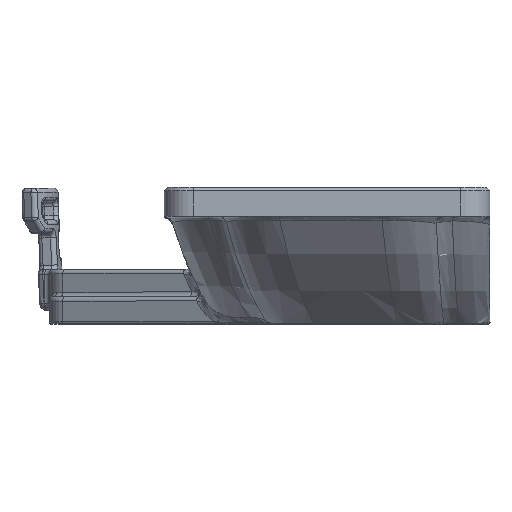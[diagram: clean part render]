
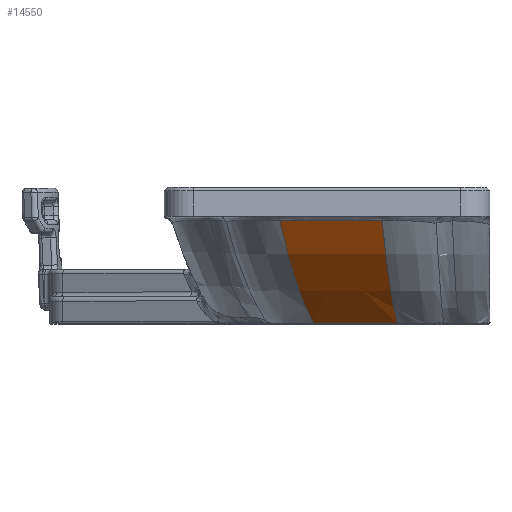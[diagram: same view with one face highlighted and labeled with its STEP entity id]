
A CAD part, top view. The second image highlights one B-rep face of the part: STEP entity #14550.
In plain terms, the highlighted free-form (B-spline) face has degree [3, 3] with [4, 4] control points.
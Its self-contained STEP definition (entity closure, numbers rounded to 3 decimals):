
#578=B_SPLINE_CURVE_WITH_KNOTS('',3,(#21596,#21597,#21598,#21599),
 .UNSPECIFIED.,.F.,.F.,(4,4),(0.,1.131),.UNSPECIFIED.);
#669=B_SPLINE_CURVE_WITH_KNOTS('',3,(#23559,#23560,#23561,#23562),
 .UNSPECIFIED.,.F.,.F.,(4,4),(0.,0.923),.UNSPECIFIED.);
#1386=B_SPLINE_CURVE_WITH_KNOTS('',3,(#40444,#40445,#40446,#40447),
 .UNSPECIFIED.,.F.,.F.,(4,4),(0.369,0.999),
 .UNSPECIFIED.);
#1392=B_SPLINE_CURVE_WITH_KNOTS('',3,(#40585,#40586,#40587,#40588),
 .UNSPECIFIED.,.F.,.F.,(4,4),(0.369,0.999),
 .UNSPECIFIED.);
#2127=B_SPLINE_SURFACE_WITH_KNOTS('',3,3,((#40589,#40590,#40591,#40592),
(#40593,#40594,#40595,#40596),(#40597,#40598,#40599,#40600),(#40601,#40602,
#40603,#40604)),.UNSPECIFIED.,.F.,.F.,.F.,(4,4),(4,4),(0.,1.),(0.369,
0.999),.UNSPECIFIED.);
#3513=FACE_OUTER_BOUND('',#4476,.T.);
#4476=EDGE_LOOP('',(#12883,#12884,#12885,#12886));
#5931=VERTEX_POINT('',#21565);
#5933=VERTEX_POINT('',#21594);
#6038=VERTEX_POINT('',#23529);
#6040=VERTEX_POINT('',#23557);
#7380=EDGE_CURVE('',#5933,#5931,#578,.T.);
#7549=EDGE_CURVE('',#6040,#6038,#669,.T.);
#8768=EDGE_CURVE('',#5933,#6038,#1386,.T.);
#8774=EDGE_CURVE('',#5931,#6040,#1392,.T.);
#12883=ORIENTED_EDGE('',*,*,#7380,.F.);
#12884=ORIENTED_EDGE('',*,*,#8768,.T.);
#12885=ORIENTED_EDGE('',*,*,#7549,.F.);
#12886=ORIENTED_EDGE('',*,*,#8774,.F.);
#14550=ADVANCED_FACE('',(#3513),#2127,.T.);
#21565=CARTESIAN_POINT('',(2.064,11.376,12.98));
#21594=CARTESIAN_POINT('',(-9.238,11.377,12.98));
#21596=CARTESIAN_POINT('Ctrl Pts',(-9.238,11.377,12.98));
#21597=CARTESIAN_POINT('Ctrl Pts',(-5.477,11.373,12.995));
#21598=CARTESIAN_POINT('Ctrl Pts',(-1.698,11.374,12.996));
#21599=CARTESIAN_POINT('Ctrl Pts',(2.064,11.376,12.98));
#23529=CARTESIAN_POINT('',(-5.475,0.021,-0.078));
#23557=CARTESIAN_POINT('',(3.758,0.021,-0.078));
#23559=CARTESIAN_POINT('Ctrl Pts',(3.758,0.021,
-0.078));
#23560=CARTESIAN_POINT('Ctrl Pts',(0.68,0.021,
-0.078));
#23561=CARTESIAN_POINT('Ctrl Pts',(-2.398,0.021,
-0.078));
#23562=CARTESIAN_POINT('Ctrl Pts',(-5.475,0.021,
-0.078));
#40444=CARTESIAN_POINT('Ctrl Pts',(-9.238,11.377,12.98));
#40445=CARTESIAN_POINT('Ctrl Pts',(-8.561,8.044,10.63));
#40446=CARTESIAN_POINT('Ctrl Pts',(-7.307,3.175,6.277));
#40447=CARTESIAN_POINT('Ctrl Pts',(-5.475,0.021,
-0.078));
#40585=CARTESIAN_POINT('Ctrl Pts',(2.064,11.376,12.98));
#40586=CARTESIAN_POINT('Ctrl Pts',(2.369,8.043,10.629));
#40587=CARTESIAN_POINT('Ctrl Pts',(2.933,3.174,6.277));
#40588=CARTESIAN_POINT('Ctrl Pts',(3.758,0.021,
-0.078));
#40589=CARTESIAN_POINT('Ctrl Pts',(2.064,11.377,12.98));
#40590=CARTESIAN_POINT('Ctrl Pts',(2.368,8.044,10.63));
#40591=CARTESIAN_POINT('Ctrl Pts',(2.933,3.175,6.277));
#40592=CARTESIAN_POINT('Ctrl Pts',(3.758,0.021,
-0.078));
#40593=CARTESIAN_POINT('Ctrl Pts',(-0.531,11.377,
12.992));
#40594=CARTESIAN_POINT('Ctrl Pts',(-0.16,8.044,
10.651));
#40595=CARTESIAN_POINT('Ctrl Pts',(0.535,3.175,6.306));
#40596=CARTESIAN_POINT('Ctrl Pts',(1.577,0.021,
-0.078));
#40597=CARTESIAN_POINT('Ctrl Pts',(-6.644,11.377,12.992));
#40598=CARTESIAN_POINT('Ctrl Pts',(-6.033,8.044,10.651));
#40599=CARTESIAN_POINT('Ctrl Pts',(-4.908,3.175,6.306));
#40600=CARTESIAN_POINT('Ctrl Pts',(-3.295,0.021,
-0.078));
#40601=CARTESIAN_POINT('Ctrl Pts',(-9.238,11.377,12.98));
#40602=CARTESIAN_POINT('Ctrl Pts',(-8.561,8.044,10.63));
#40603=CARTESIAN_POINT('Ctrl Pts',(-7.307,3.175,6.277));
#40604=CARTESIAN_POINT('Ctrl Pts',(-5.475,0.021,
-0.078));
